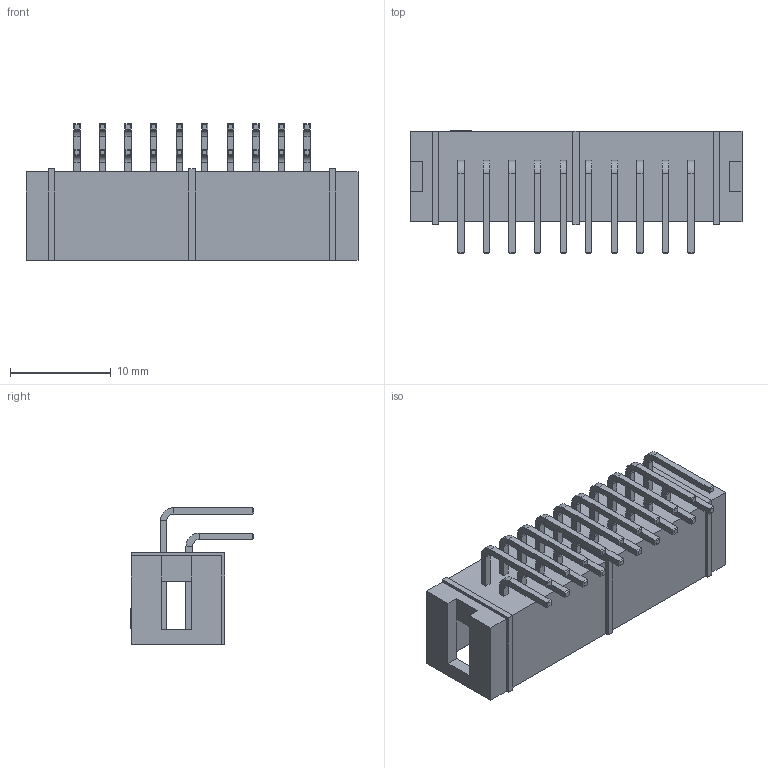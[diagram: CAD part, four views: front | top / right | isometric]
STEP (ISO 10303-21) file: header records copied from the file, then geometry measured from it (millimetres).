
FILE_DESCRIPTION (( 'STEP AP214' ), '1' );
FILE_NAME ('BHR-20.step', '2021-01-16T20:00:43', ( '' ), ( '' ), 'SwSTEP 2.0', 'SolidWorks 2020', '' );
FILE_SCHEMA (( 'AUTOMOTIVE_DESIGN' ));
Length unit declared in the file: millimetre
Products named in the file (1): BHR-20
Bounding box: 33 x 12.3 x 13.6 mm (x, y, z)
Volume: 1386.2 mm3; surface area: 2820.4 mm2
Topology: 21 solids, 21 shells, 649 faces, 1422 edges, 812 vertices
Faces by surface type: plane 609, cylinder 40
Entity records: 22954 total; most frequent: CARTESIAN_POINT 2884, ORIENTED_EDGE 2844, DIRECTION 2802, EDGE_CURVE 1422, LINE 1342, VECTOR 1342, VERTEX_POINT 812, AXIS2_PLACEMENT_3D 730
